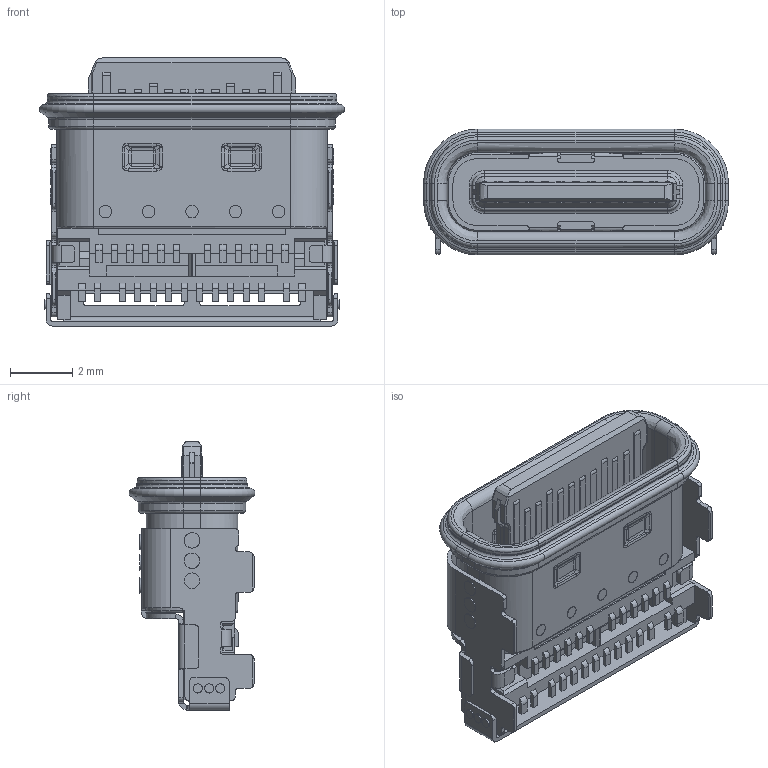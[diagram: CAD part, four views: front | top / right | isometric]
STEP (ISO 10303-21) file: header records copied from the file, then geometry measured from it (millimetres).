
FILE_DESCRIPTION(/* description */ (''),/* implementation_level */ '2;1');
FILE_NAME(/* name */ '3d.stp',/* time_stamp */ '2025-04-23T16:44:04+08:00',/* author */ (''),/* organization */ (''),/* preprocessor_version */ 'ST-DEVELOPER v16',/* originating_system */ 'SIEMENS PLM Software NX 10.0',/* authorisation */ '');
FILE_SCHEMA (('AUTOMOTIVE_DESIGN { 1 0 10303 214 3 1 1 1 }'));
Length unit declared in the file: millimetre
Products named in the file (1): xue37B0F0473n47
Bounding box: 9.84 x 4.06 x 8.65 mm (x, y, z)
Volume: 112.3 mm3; surface area: 659.8 mm2
Topology: 2 solids, 2 shells, 1496 faces, 4018 edges, 2541 vertices
Faces by surface type: plane 834, cylinder 447, extrusion 70, bspline 54, torus 38, sphere 37, cone 16
Full cylindrical faces by diameter (mm): 0.3 x6, 0.4 x5, 0.497 x6, 0.501 x7
Entity records: 48794 total; most frequent: CARTESIAN_POINT 13640, ORIENTED_EDGE 7874, DIRECTION 6454, EDGE_CURVE 3937, VERTEX_POINT 2521, VECTOR 2404, LINE 2334, AXIS2_PLACEMENT_3D 2025
